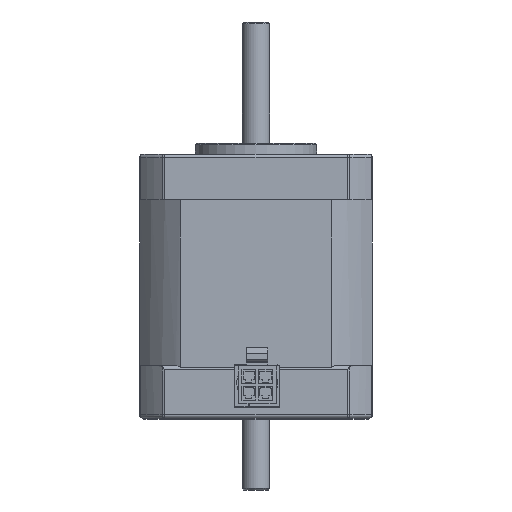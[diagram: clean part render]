
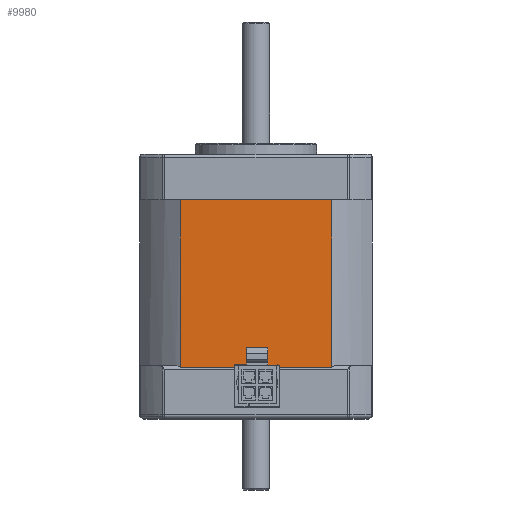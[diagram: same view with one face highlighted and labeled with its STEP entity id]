
A CAD part, front view. The second image highlights one B-rep face of the part: STEP entity #9980.
In plain terms, the highlighted planar face has unit normal (0, -1, 0).
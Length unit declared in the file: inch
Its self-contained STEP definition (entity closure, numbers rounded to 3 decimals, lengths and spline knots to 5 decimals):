
#775 = VECTOR ( 'NONE', #18323, 39.37008 ) ;
#796 = VERTEX_POINT ( 'NONE', #11407 ) ;
#825 = VERTEX_POINT ( 'NONE', #6956 ) ;
#1388 = EDGE_CURVE ( 'NONE', #796, #825, #4640, .T. ) ;
#1507 = CARTESIAN_POINT ( 'NONE',  ( 1.04778, 1.13718, 2.59921 ) ) ;
#1893 = CARTESIAN_POINT ( 'NONE',  ( 2.12585, 1.13718, 2.59921 ) ) ;
#2753 = ORIENTED_EDGE ( 'NONE', *, *, #17202, .F. ) ;
#3621 = LINE ( 'NONE', #4386, #8606 ) ;
#3829 = CARTESIAN_POINT ( 'NONE',  ( 1.04778, 1.13718, 3.79441 ) ) ;
#4386 = CARTESIAN_POINT ( 'NONE',  ( 2.12585, 1.13718, 3.79441 ) ) ;
#4439 = LINE ( 'NONE', #12039, #775 ) ;
#4640 = LINE ( 'NONE', #7897, #16788 ) ;
#5002 = EDGE_CURVE ( 'NONE', #13696, #13828, #4439, .T. ) ;
#6368 = DIRECTION ( 'NONE',  ( 1., 0., 0. ) ) ;
#6668 = AXIS2_PLACEMENT_3D ( 'NONE', #13909, #16877, #20259 ) ;
#6956 = CARTESIAN_POINT ( 'NONE',  ( 2.12585, 1.13718, 3.79441 ) ) ;
#7897 = CARTESIAN_POINT ( 'NONE',  ( 1.58681, 1.13718, 3.79441 ) ) ;
#8376 = ORIENTED_EDGE ( 'NONE', *, *, #5002, .T. ) ;
#8606 = VECTOR ( 'NONE', #12500, 39.37008 ) ;
#9980 = ADVANCED_FACE ( 'NONE', ( #12701 ), #12109, .F. ) ;
#11407 = CARTESIAN_POINT ( 'NONE',  ( 1.04778, 1.13718, 3.79441 ) ) ;
#12039 = CARTESIAN_POINT ( 'NONE',  ( 1.04778, 1.13718, 2.59921 ) ) ;
#12109 = PLANE ( 'NONE',  #6668 ) ;
#12500 = DIRECTION ( 'NONE',  ( 0., 0., -1. ) ) ;
#12701 = FACE_OUTER_BOUND ( 'NONE', #15725, .T. ) ;
#13399 = DIRECTION ( 'NONE',  ( 0., 0., -1. ) ) ;
#13696 = VERTEX_POINT ( 'NONE', #1507 ) ;
#13828 = VERTEX_POINT ( 'NONE', #1893 ) ;
#13909 = CARTESIAN_POINT ( 'NONE',  ( 1.58681, 1.13718, 3.79441 ) ) ;
#13993 = EDGE_CURVE ( 'NONE', #796, #13696, #17014, .T. ) ;
#15206 = ORIENTED_EDGE ( 'NONE', *, *, #13993, .T. ) ;
#15725 = EDGE_LOOP ( 'NONE', ( #15206, #8376, #2753, #20456 ) ) ;
#16290 = VECTOR ( 'NONE', #13399, 39.37008 ) ;
#16788 = VECTOR ( 'NONE', #6368, 39.37008 ) ;
#16877 = DIRECTION ( 'NONE',  ( 0., 1., 0. ) ) ;
#17014 = LINE ( 'NONE', #3829, #16290 ) ;
#17202 = EDGE_CURVE ( 'NONE', #825, #13828, #3621, .T. ) ;
#18323 = DIRECTION ( 'NONE',  ( 1., 0., 0. ) ) ;
#20259 = DIRECTION ( 'NONE',  ( 0., 0., 1. ) ) ;
#20456 = ORIENTED_EDGE ( 'NONE', *, *, #1388, .F. ) ;
